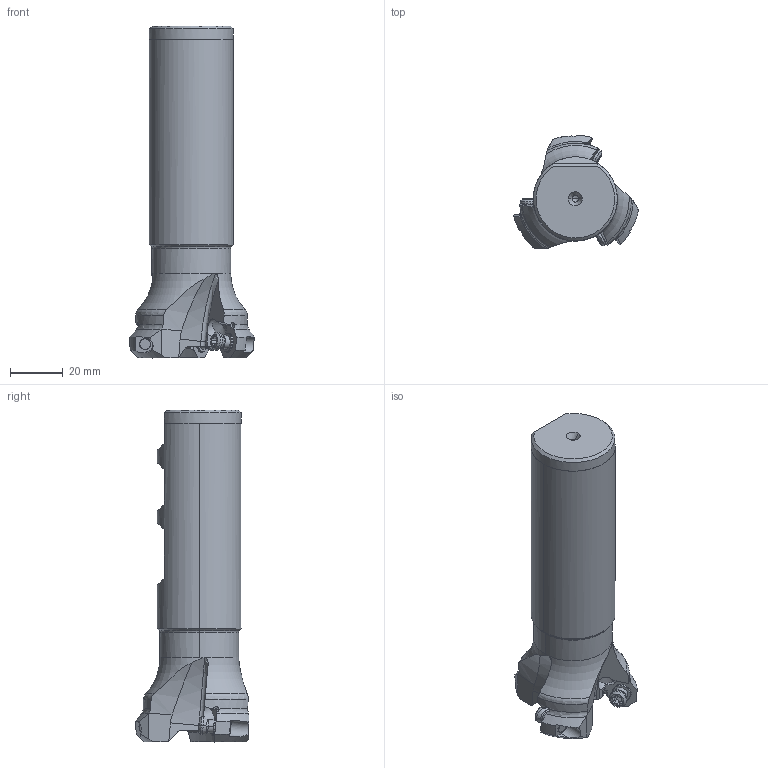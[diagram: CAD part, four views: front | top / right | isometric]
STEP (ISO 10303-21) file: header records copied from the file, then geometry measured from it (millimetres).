
FILE_DESCRIPTION((''),'2;1');
FILE_NAME('BRP7UPR323W20_ASM','2021-08-19T11:36:17',('tlyw01'),('PTC Japan'),'CREO PARAMETRIC BY PTC INC, 2018500','CREO PARAMETRIC BY PTC INC, 2018500','');
FILE_SCHEMA(('AUTOMOTIVE_DESIGN { 1 0 10303 214 1 1 1 1 }'));
Length unit declared in the file: millimetre
Products named in the file (5): BRP7UPR323W20_1; BRP7UPR323W20_2; BRP7UPR323W20_3; BRP7UPR323W20_4; BRP7UPR323W20_ASM
Assembly tree (4 placements, depth 2):
  BRP7UPR323W20_ASM
    BRP7UPR323W20_1
    BRP7UPR323W20_2
    BRP7UPR323W20_3
    BRP7UPR323W20_4
Bounding box: 47.21 x 42.83 x 125.37 mm (x, y, z)
Volume: 94555.7 mm3; surface area: 16904.7 mm2
Topology: 4 solids, 4 shells, 274 faces, 766 edges, 494 vertices
Faces by surface type: cylinder 99, cone 74, plane 54, torus 41, bspline 6
Entity records: 15738 total; most frequent: CARTESIAN_POINT 4534, ORIENTED_EDGE 1500, DIRECTION 1325, PRESENTATION_STYLE_ASSIGNMENT 1034, STYLED_ITEM 1034, CURVE_STYLE 756, EDGE_CURVE 750, AXIS2_PLACEMENT_3D 567
